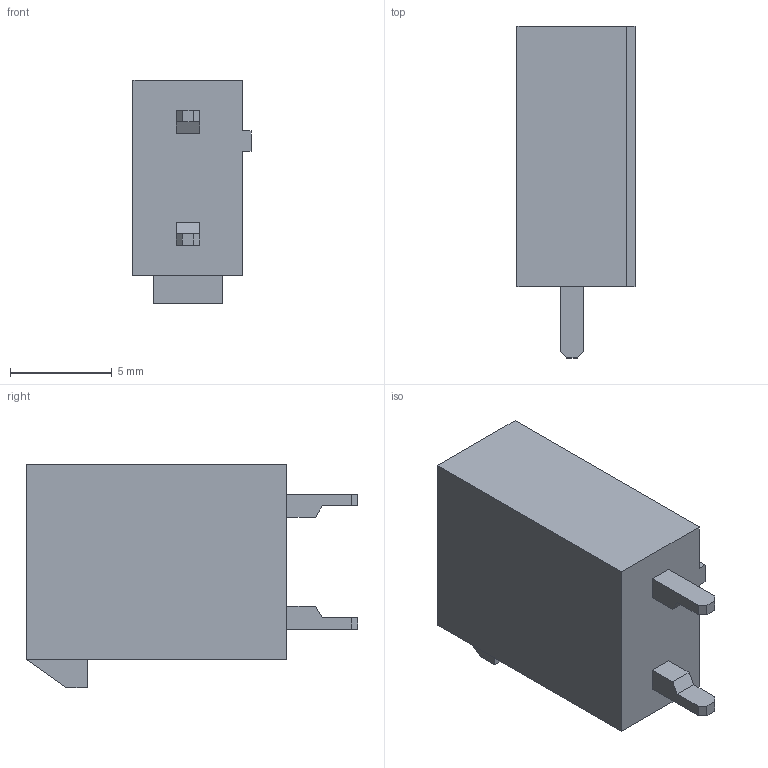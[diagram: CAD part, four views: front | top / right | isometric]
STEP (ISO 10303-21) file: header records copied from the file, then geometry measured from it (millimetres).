
FILE_DESCRIPTION (( 'STEP AP214' ), '1' );
FILE_NAME ('5900-W02ST.STEP', '2022-05-02T11:06:58', ( '' ), ( '' ), 'SwSTEP 2.0', 'SolidWorks 2017', '' );
FILE_SCHEMA (( 'AUTOMOTIVE_DESIGN' ));
Length unit declared in the file: millimetre
Products named in the file (3): A^5900-WxxST ASS; 5900-W02ST; 5900-WxxST_02
Assembly tree (3 placements, depth 2):
  5900-W02ST
    5900-WxxST_02
    A^5900-WxxST ASS  x2
Bounding box: 5.8 x 16.3 x 11 mm (x, y, z)
Volume: 410.9 mm3; surface area: 838 mm2
Topology: 3 solids, 3 shells, 45 faces, 109 edges, 72 vertices
Faces by surface type: plane 45
Entity records: 1121 total; most frequent: CARTESIAN_POINT 182, ORIENTED_EDGE 170, DIRECTION 167, LINE 85, EDGE_CURVE 85, VECTOR 85, VERTEX_POINT 56, AXIS2_PLACEMENT_3D 41
